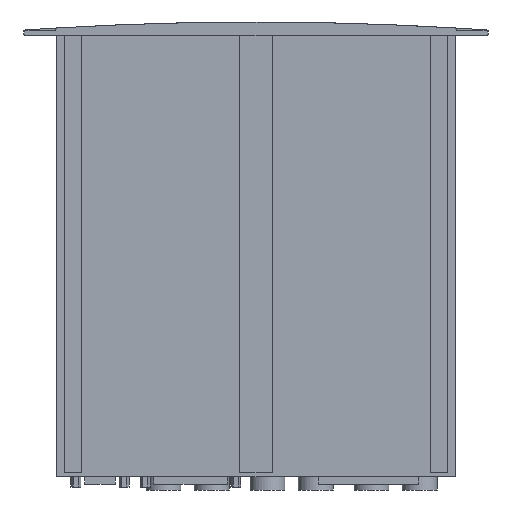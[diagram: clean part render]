
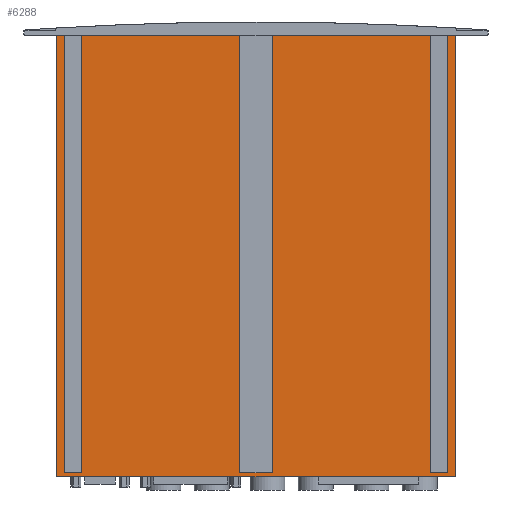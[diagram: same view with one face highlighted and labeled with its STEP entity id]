
A CAD part, front view. The second image highlights one B-rep face of the part: STEP entity #6288.
In plain terms, the highlighted planar face has unit normal (0, -1, 0).
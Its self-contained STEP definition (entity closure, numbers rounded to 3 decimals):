
#2585=CARTESIAN_POINT('',(-99.5,-43.95,-227.));
#2586=VERTEX_POINT('',#2585);
#2595=CARTESIAN_POINT('',(-90.5,-43.95,-227.));
#2596=VERTEX_POINT('',#2595);
#2597=CARTESIAN_POINT('',(-90.5,-43.95,-227.));
#2598=DIRECTION('',(-1.0,0.0,0.0));
#2599=VECTOR('',#2598,9.);
#2600=LINE('',#2597,#2599);
#2601=EDGE_CURVE('',#2596,#2586,#2600,.T.);
#2625=CARTESIAN_POINT('',(90.5,-43.95,-227.));
#2626=VERTEX_POINT('',#2625);
#2635=CARTESIAN_POINT('',(99.5,-43.95,-227.));
#2636=VERTEX_POINT('',#2635);
#2637=CARTESIAN_POINT('',(99.5,-43.95,-227.));
#2638=DIRECTION('',(-1.0,0.0,0.0));
#2639=VECTOR('',#2638,9.);
#2640=LINE('',#2637,#2639);
#2641=EDGE_CURVE('',#2636,#2626,#2640,.T.);
#2665=CARTESIAN_POINT('',(-8.5,-43.95,-227.));
#2666=VERTEX_POINT('',#2665);
#2675=CARTESIAN_POINT('',(8.5,-43.95,-227.));
#2676=VERTEX_POINT('',#2675);
#2677=CARTESIAN_POINT('',(8.5,-43.95,-227.));
#2678=DIRECTION('',(-1.0,0.0,0.0));
#2679=VECTOR('',#2678,17.);
#2680=LINE('',#2677,#2679);
#2681=EDGE_CURVE('',#2676,#2666,#2680,.T.);
#5020=CARTESIAN_POINT('',(-103.5,-43.95,0.0));
#5021=VERTEX_POINT('',#5020);
#5028=CARTESIAN_POINT('',(-99.5,-43.95,0.0));
#5029=VERTEX_POINT('',#5028);
#5030=CARTESIAN_POINT('',(-103.5,-43.95,0.0));
#5031=DIRECTION('',(1.0,0.0,0.0));
#5032=VECTOR('',#5031,4.);
#5033=LINE('',#5030,#5032);
#5034=EDGE_CURVE('',#5021,#5029,#5033,.T.);
#5052=CARTESIAN_POINT('',(-90.5,-43.95,0.0));
#5053=VERTEX_POINT('',#5052);
#5060=CARTESIAN_POINT('',(-8.5,-43.95,0.0));
#5061=VERTEX_POINT('',#5060);
#5062=CARTESIAN_POINT('',(-90.5,-43.95,0.0));
#5063=DIRECTION('',(1.0,0.0,0.0));
#5064=VECTOR('',#5063,82.);
#5065=LINE('',#5062,#5064);
#5066=EDGE_CURVE('',#5053,#5061,#5065,.T.);
#5084=CARTESIAN_POINT('',(8.5,-43.95,0.0));
#5085=VERTEX_POINT('',#5084);
#5092=CARTESIAN_POINT('',(90.5,-43.95,0.0));
#5093=VERTEX_POINT('',#5092);
#5094=CARTESIAN_POINT('',(8.5,-43.95,0.0));
#5095=DIRECTION('',(1.0,0.0,0.0));
#5096=VECTOR('',#5095,82.0);
#5097=LINE('',#5094,#5096);
#5098=EDGE_CURVE('',#5085,#5093,#5097,.T.);
#5116=CARTESIAN_POINT('',(99.5,-43.95,0.0));
#5117=VERTEX_POINT('',#5116);
#5124=CARTESIAN_POINT('',(103.5,-43.95,0.0));
#5125=VERTEX_POINT('',#5124);
#5126=CARTESIAN_POINT('',(99.5,-43.95,0.0));
#5127=DIRECTION('',(1.0,0.0,0.0));
#5128=VECTOR('',#5127,4.0);
#5129=LINE('',#5126,#5128);
#5130=EDGE_CURVE('',#5117,#5125,#5129,.T.);
#5518=CARTESIAN_POINT('',(103.5,-43.95,-229.));
#5519=VERTEX_POINT('',#5518);
#5526=CARTESIAN_POINT('',(-103.5,-43.95,-229.));
#5527=VERTEX_POINT('',#5526);
#5528=CARTESIAN_POINT('',(-103.5,-43.95,-229.));
#5529=DIRECTION('',(1.0,0.0,0.0));
#5530=VECTOR('',#5529,207.);
#5531=LINE('',#5528,#5530);
#5532=EDGE_CURVE('',#5527,#5519,#5531,.T.);
#6221=CARTESIAN_POINT('',(103.5,-43.95,0.0));
#6222=DIRECTION('',(0.0,0.0,-1.0));
#6223=VECTOR('',#6222,229.);
#6224=LINE('',#6221,#6223);
#6225=EDGE_CURVE('',#5125,#5519,#6224,.T.);
#6230=CARTESIAN_POINT('',(99.5,-43.95,0.0));
#6231=DIRECTION('',(0.0,-1.0,0.0));
#6232=DIRECTION('',(0.0,0.0,-1.0));
#6233=AXIS2_PLACEMENT_3D('',#6230,#6231,#6232);
#6234=PLANE('',#6233);
#6235=ORIENTED_EDGE('',*,*,#5532,.T.);
#6236=ORIENTED_EDGE('',*,*,#6225,.F.);
#6237=ORIENTED_EDGE('',*,*,#5130,.F.);
#6238=CARTESIAN_POINT('',(99.5,-43.95,0.0));
#6239=DIRECTION('',(0.0,0.0,-1.0));
#6240=VECTOR('',#6239,227.);
#6241=LINE('',#6238,#6240);
#6242=EDGE_CURVE('',#5117,#2636,#6241,.T.);
#6243=ORIENTED_EDGE('',*,*,#6242,.T.);
#6244=ORIENTED_EDGE('',*,*,#2641,.T.);
#6245=CARTESIAN_POINT('',(90.5,-43.95,0.0));
#6246=DIRECTION('',(0.0,0.0,-1.0));
#6247=VECTOR('',#6246,227.);
#6248=LINE('',#6245,#6247);
#6249=EDGE_CURVE('',#5093,#2626,#6248,.T.);
#6250=ORIENTED_EDGE('',*,*,#6249,.F.);
#6251=ORIENTED_EDGE('',*,*,#5098,.F.);
#6252=CARTESIAN_POINT('',(8.5,-43.95,0.0));
#6253=DIRECTION('',(0.0,0.0,-1.0));
#6254=VECTOR('',#6253,227.);
#6255=LINE('',#6252,#6254);
#6256=EDGE_CURVE('',#5085,#2676,#6255,.T.);
#6257=ORIENTED_EDGE('',*,*,#6256,.T.);
#6258=ORIENTED_EDGE('',*,*,#2681,.T.);
#6259=CARTESIAN_POINT('',(-8.5,-43.95,0.0));
#6260=DIRECTION('',(0.0,0.0,-1.0));
#6261=VECTOR('',#6260,227.);
#6262=LINE('',#6259,#6261);
#6263=EDGE_CURVE('',#5061,#2666,#6262,.T.);
#6264=ORIENTED_EDGE('',*,*,#6263,.F.);
#6265=ORIENTED_EDGE('',*,*,#5066,.F.);
#6266=CARTESIAN_POINT('',(-90.5,-43.95,0.0));
#6267=DIRECTION('',(0.0,0.0,-1.0));
#6268=VECTOR('',#6267,227.);
#6269=LINE('',#6266,#6268);
#6270=EDGE_CURVE('',#5053,#2596,#6269,.T.);
#6271=ORIENTED_EDGE('',*,*,#6270,.T.);
#6272=ORIENTED_EDGE('',*,*,#2601,.T.);
#6273=CARTESIAN_POINT('',(-99.5,-43.95,0.0));
#6274=DIRECTION('',(0.0,0.0,-1.0));
#6275=VECTOR('',#6274,227.);
#6276=LINE('',#6273,#6275);
#6277=EDGE_CURVE('',#5029,#2586,#6276,.T.);
#6278=ORIENTED_EDGE('',*,*,#6277,.F.);
#6279=ORIENTED_EDGE('',*,*,#5034,.F.);
#6280=CARTESIAN_POINT('',(-103.5,-43.95,0.0));
#6281=DIRECTION('',(0.0,0.0,-1.0));
#6282=VECTOR('',#6281,229.);
#6283=LINE('',#6280,#6282);
#6284=EDGE_CURVE('',#5021,#5527,#6283,.T.);
#6285=ORIENTED_EDGE('',*,*,#6284,.T.);
#6286=EDGE_LOOP('',(#6235,#6236,#6237,#6243,#6244,#6250,#6251,#6257,#6258,#6264,#6265,#6271,#6272,#6278,#6279,#6285));
#6287=FACE_OUTER_BOUND('',#6286,.T.);
#6288=ADVANCED_FACE('',(#6287),#6234,.T.);
